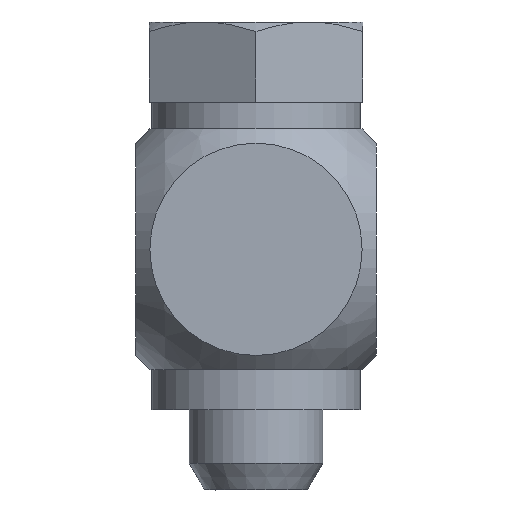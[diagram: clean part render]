
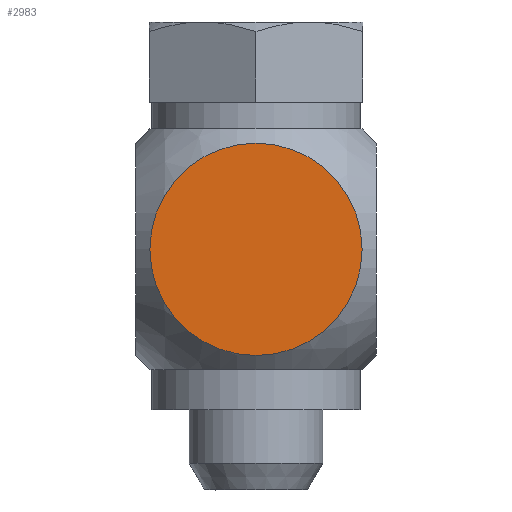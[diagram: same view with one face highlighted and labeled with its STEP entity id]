
A CAD part, left-side view. The second image highlights one B-rep face of the part: STEP entity #2983.
In plain terms, the highlighted face is planar.
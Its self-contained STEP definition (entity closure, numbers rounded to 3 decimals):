
#952=PLANE('',#2900);
#1135=ORIENTED_EDGE('',*,*,#1324,.T.);
#1174=CIRCLE('',#2861,3.969);
#1243=VERTEX_POINT('',#2035);
#1324=EDGE_CURVE('',#1243,#1243,#1174,.T.);
#1458=EDGE_LOOP('',(#1135));
#1575=FACE_BOUND('',#1458,.T.);
#1788=DIRECTION('',(0.,-1.,0.));
#1789=DIRECTION('',(0.,0.,3.969));
#1866=DIRECTION('',(0.,-1.,0.));
#1867=DIRECTION('',(-1.,0.,0.));
#2035=CARTESIAN_POINT('',(99.146,91.113,3.969));
#2036=CARTESIAN_POINT('',(99.146,91.113,0.));
#2758=CARTESIAN_POINT('',(99.146,91.113,0.));
#2861=AXIS2_PLACEMENT_3D('',#2036,#1788,#1789);
#2900=AXIS2_PLACEMENT_3D('',#2758,#1866,#1867);
#2983=ADVANCED_FACE('',(#1575),#952,.T.);
